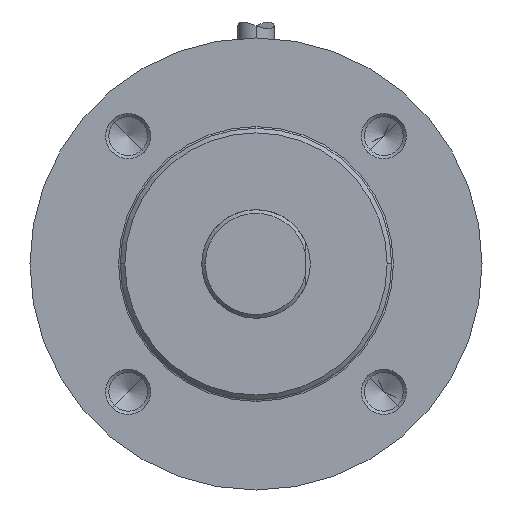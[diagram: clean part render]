
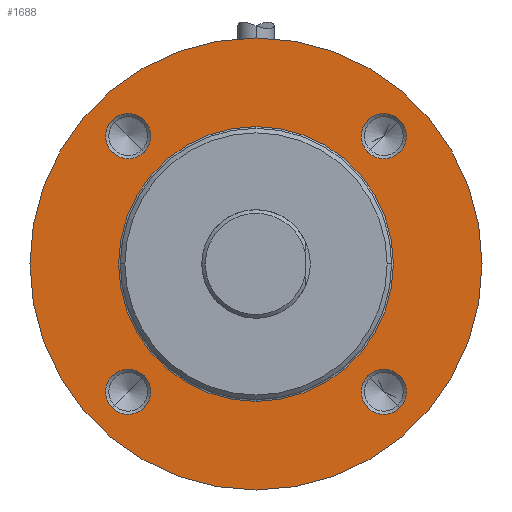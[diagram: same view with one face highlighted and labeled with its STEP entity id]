
A CAD part, left-side view. The second image highlights one B-rep face of the part: STEP entity #1688.
In plain terms, the highlighted planar face has unit normal (-1, 0, 0).
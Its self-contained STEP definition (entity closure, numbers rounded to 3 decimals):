
#1342=VERTEX_POINT('',#3754);
#1344=EDGE_CURVE('',#3584,#1700,#3756,.T.);
#1410=VERTEX_POINT('',#3829);
#1426=EDGE_CURVE('',#3466,#3066,#3848,.T.);
#1432=VERTEX_POINT('',#3856);
#1494=VERTEX_POINT('',#3923);
#1688=ADVANCED_FACE('',(#4135,#4136,#4137,#4138,#4139,#4140),#4141,.T.);
#1700=VERTEX_POINT('',#4155);
#1752=EDGE_CURVE('',#2912,#3236,#4215,.T.);
#1846=EDGE_CURVE('',#3198,#3168,#4320,.T.);
#2066=EDGE_CURVE('',#2628,#1342,#4572,.T.);
#2104=EDGE_CURVE('',#3236,#2912,#4613,.T.);
#2184=EDGE_CURVE('',#1700,#1410,#4698,.T.);
#2196=EDGE_CURVE('',#3066,#3466,#4711,.T.);
#2434=EDGE_CURVE('',#3168,#3198,#4964,.T.);
#2628=VERTEX_POINT('',#5169);
#2712=EDGE_CURVE('',#1342,#2628,#5263,.T.);
#2912=VERTEX_POINT('',#5482);
#3048=EDGE_CURVE('',#1432,#1494,#5638,.T.);
#3066=VERTEX_POINT('',#5656);
#3106=EDGE_CURVE('',#1410,#3584,#5701,.T.);
#3122=EDGE_CURVE('',#1494,#1432,#5718,.T.);
#3168=VERTEX_POINT('',#5773);
#3198=VERTEX_POINT('',#5809);
#3236=VERTEX_POINT('',#5852);
#3466=VERTEX_POINT('',#6119);
#3584=VERTEX_POINT('',#6254);
#3754=CARTESIAN_POINT('',(3.0,-25.0,0.));
#3756=CIRCLE('',#6484,15.2);
#3829=CARTESIAN_POINT('',(3.0,0.,15.2));
#3848=CIRCLE('',#6634,2.5);
#3856=CARTESIAN_POINT('',(3.,-12.374,12.374));
#3923=CARTESIAN_POINT('',(3.,-15.91,15.91));
#4135=FACE_BOUND('',#7097,.T.);
#4136=FACE_BOUND('',#7098,.T.);
#4137=FACE_BOUND('',#7099,.T.);
#4138=FACE_BOUND('',#7100,.T.);
#4139=FACE_OUTER_BOUND('',#7101,.T.);
#4140=FACE_BOUND('',#7102,.T.);
#4141=PLANE('',#7103);
#4155=CARTESIAN_POINT('',(3.0,15.2,0.0));
#4215=CIRCLE('',#7251,2.5);
#4320=CIRCLE('',#7429,2.5);
#4572=CIRCLE('',#7833,25.0);
#4613=CIRCLE('',#7887,2.5);
#4698=CIRCLE('',#8033,15.2);
#4711=CIRCLE('',#8053,2.5);
#4964=CIRCLE('',#8428,2.5);
#5169=CARTESIAN_POINT('',(3.0,25.0,0.0));
#5263=CIRCLE('',#8941,25.0);
#5482=CARTESIAN_POINT('',(3.,-12.374,-12.374));
#5638=CIRCLE('',#9484,2.5);
#5656=CARTESIAN_POINT('',(3.,12.374,12.374));
#5701=CIRCLE('',#9660,15.2);
#5718=CIRCLE('',#9685,2.5);
#5773=CARTESIAN_POINT('',(3.,12.374,-12.374));
#5809=CARTESIAN_POINT('',(3.,15.91,-15.91));
#5852=CARTESIAN_POINT('',(3.,-15.91,-15.91));
#6119=CARTESIAN_POINT('',(3.,15.91,15.91));
#6254=CARTESIAN_POINT('',(3.0,0.,-15.2));
#6484=AXIS2_PLACEMENT_3D('',#10693,#10694,#10695);
#6634=AXIS2_PLACEMENT_3D('',#10814,#10815,#10816);
#7097=EDGE_LOOP('',(#11145,#11146));
#7098=EDGE_LOOP('',(#11147,#11148));
#7099=EDGE_LOOP('',(#11149,#11150));
#7100=EDGE_LOOP('',(#11151,#11152));
#7101=EDGE_LOOP('',(#11153,#11154));
#7102=EDGE_LOOP('',(#11155,#11156,#11157));
#7103=AXIS2_PLACEMENT_3D('',#11158,#11159,#11160);
#7251=AXIS2_PLACEMENT_3D('',#11255,#11256,#11257);
#7429=AXIS2_PLACEMENT_3D('',#11389,#11390,#11391);
#7833=AXIS2_PLACEMENT_3D('',#11677,#11678,#11679);
#7887=AXIS2_PLACEMENT_3D('',#11720,#11721,#11722);
#8033=AXIS2_PLACEMENT_3D('',#11798,#11799,#11800);
#8053=AXIS2_PLACEMENT_3D('',#11812,#11813,#11814);
#8428=AXIS2_PLACEMENT_3D('',#12037,#12038,#12039);
#8941=AXIS2_PLACEMENT_3D('',#12314,#12315,#12316);
#9484=AXIS2_PLACEMENT_3D('',#12745,#12746,#12747);
#9660=AXIS2_PLACEMENT_3D('',#12825,#12826,#12827);
#9685=AXIS2_PLACEMENT_3D('',#12842,#12843,#12844);
#10693=CARTESIAN_POINT('',(3.0,0.0,0.0));
#10694=DIRECTION('',(1.0,0.0,0.0));
#10695=DIRECTION('',(0.0,1.0,0.0));
#10814=CARTESIAN_POINT('',(3.,14.142,14.142));
#10815=DIRECTION('',(1.0,0.0,0.0));
#10816=DIRECTION('',(0.0,-0.707,-0.707));
#11145=ORIENTED_EDGE('',*,*,#2196,.T.);
#11146=ORIENTED_EDGE('',*,*,#1426,.T.);
#11147=ORIENTED_EDGE('',*,*,#2434,.T.);
#11148=ORIENTED_EDGE('',*,*,#1846,.T.);
#11149=ORIENTED_EDGE('',*,*,#1752,.T.);
#11150=ORIENTED_EDGE('',*,*,#2104,.T.);
#11151=ORIENTED_EDGE('',*,*,#3048,.T.);
#11152=ORIENTED_EDGE('',*,*,#3122,.T.);
#11153=ORIENTED_EDGE('',*,*,#2066,.F.);
#11154=ORIENTED_EDGE('',*,*,#2712,.F.);
#11155=ORIENTED_EDGE('',*,*,#2184,.T.);
#11156=ORIENTED_EDGE('',*,*,#3106,.T.);
#11157=ORIENTED_EDGE('',*,*,#1344,.T.);
#11158=CARTESIAN_POINT('',(3.0,20.1,0.0));
#11159=DIRECTION('',(-1.0,-0.0,0.0));
#11160=DIRECTION('',(0.0,-1.0,-0.0));
#11255=CARTESIAN_POINT('',(3.,-14.142,-14.142));
#11256=DIRECTION('',(1.0,0.0,-0.0));
#11257=DIRECTION('',(0.0,0.707,0.707));
#11389=CARTESIAN_POINT('',(3.,14.142,-14.142));
#11390=DIRECTION('',(1.0,0.0,-0.0));
#11391=DIRECTION('',(0.0,-0.707,0.707));
#11677=CARTESIAN_POINT('',(3.0,0.0,0.0));
#11678=DIRECTION('',(1.0,0.0,0.0));
#11679=DIRECTION('',(0.0,1.0,0.0));
#11720=CARTESIAN_POINT('',(3.,-14.142,-14.142));
#11721=DIRECTION('',(1.0,0.0,-0.0));
#11722=DIRECTION('',(0.0,0.707,0.707));
#11798=CARTESIAN_POINT('',(3.0,0.0,0.0));
#11799=DIRECTION('',(1.0,0.0,0.0));
#11800=DIRECTION('',(0.0,1.0,0.0));
#11812=CARTESIAN_POINT('',(3.,14.142,14.142));
#11813=DIRECTION('',(1.0,0.0,0.0));
#11814=DIRECTION('',(0.0,-0.707,-0.707));
#12037=CARTESIAN_POINT('',(3.,14.142,-14.142));
#12038=DIRECTION('',(1.0,0.0,-0.0));
#12039=DIRECTION('',(0.0,-0.707,0.707));
#12314=CARTESIAN_POINT('',(3.0,0.0,0.0));
#12315=DIRECTION('',(1.0,0.0,0.0));
#12316=DIRECTION('',(0.0,1.0,0.0));
#12745=CARTESIAN_POINT('',(3.,-14.142,14.142));
#12746=DIRECTION('',(1.0,-0.0,0.0));
#12747=DIRECTION('',(0.0,0.707,-0.707));
#12825=CARTESIAN_POINT('',(3.0,0.0,0.0));
#12826=DIRECTION('',(1.0,0.0,0.0));
#12827=DIRECTION('',(0.0,1.0,0.0));
#12842=CARTESIAN_POINT('',(3.,-14.142,14.142));
#12843=DIRECTION('',(1.0,-0.0,0.0));
#12844=DIRECTION('',(0.0,0.707,-0.707));
